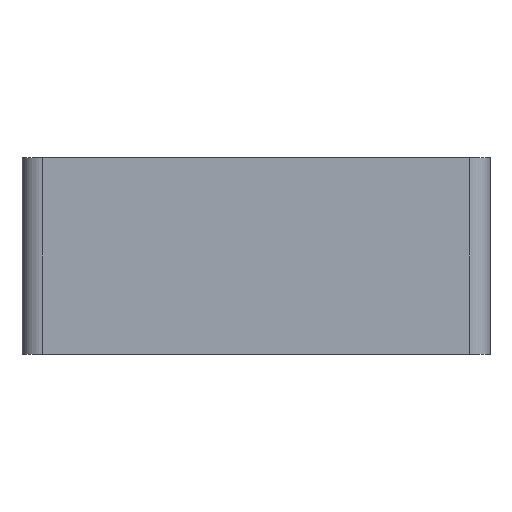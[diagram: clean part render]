
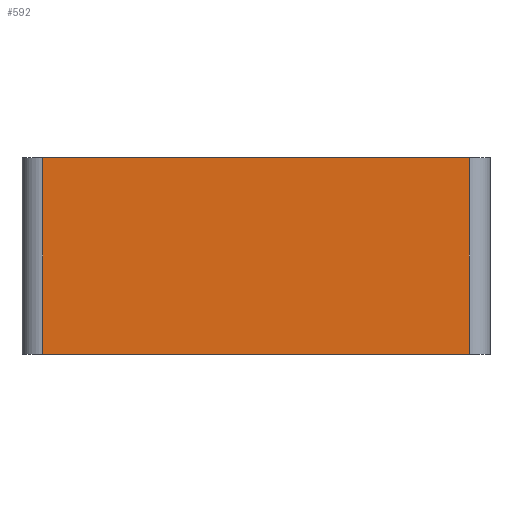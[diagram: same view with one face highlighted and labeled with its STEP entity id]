
A CAD part, left-side view. The second image highlights one B-rep face of the part: STEP entity #592.
In plain terms, the highlighted planar face has unit normal (-1, 0, 0).
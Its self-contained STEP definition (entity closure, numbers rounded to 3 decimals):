
#46 = EDGE_LOOP ( 'NONE', ( #536, #2497, #1465, #1477 ) ) ;
#103 = AXIS2_PLACEMENT_3D ( 'NONE', #1424, #1000, #619 ) ;
#138 = CARTESIAN_POINT ( 'NONE',  ( -24., 34., 28.5 ) ) ;
#231 = LINE ( 'NONE', #1810, #2048 ) ;
#237 = CARTESIAN_POINT ( 'NONE',  ( -24., 31., 28.5 ) ) ;
#398 = LINE ( 'NONE', #2441, #1290 ) ;
#467 = LINE ( 'NONE', #138, #1173 ) ;
#536 = ORIENTED_EDGE ( 'NONE', *, *, #985, .T. ) ;
#540 = EDGE_CURVE ( 'NONE', #1238, #1917, #231, .T. ) ;
#592 = ADVANCED_FACE ( 'NONE', ( #1371 ), #1609, .F. ) ;
#593 = EDGE_CURVE ( 'NONE', #1258, #1434, #1611, .T. ) ;
#599 = DIRECTION ( 'NONE',  ( 0., 0., 1. ) ) ;
#619 = DIRECTION ( 'NONE',  ( 0., 1., 0. ) ) ;
#985 = EDGE_CURVE ( 'NONE', #1434, #1238, #398, .T. ) ;
#1000 = DIRECTION ( 'NONE',  ( 1., 0., 0. ) ) ;
#1112 = EDGE_CURVE ( 'NONE', #1258, #1917, #467, .T. ) ;
#1173 = VECTOR ( 'NONE', #1517, 1000. ) ;
#1212 = CARTESIAN_POINT ( 'NONE',  ( -24., 31., 28.5 ) ) ;
#1217 = DIRECTION ( 'NONE',  ( 0., 0., -1. ) ) ;
#1238 = VERTEX_POINT ( 'NONE', #2231 ) ;
#1258 = VERTEX_POINT ( 'NONE', #1212 ) ;
#1290 = VECTOR ( 'NONE', #1876, 1000. ) ;
#1371 = FACE_OUTER_BOUND ( 'NONE', #46, .T. ) ;
#1424 = CARTESIAN_POINT ( 'NONE',  ( -24., 34., 28.5 ) ) ;
#1434 = VERTEX_POINT ( 'NONE', #1936 ) ;
#1465 = ORIENTED_EDGE ( 'NONE', *, *, #1112, .F. ) ;
#1477 = ORIENTED_EDGE ( 'NONE', *, *, #593, .T. ) ;
#1517 = DIRECTION ( 'NONE',  ( 0., -1., 0. ) ) ;
#1609 = PLANE ( 'NONE',  #103 ) ;
#1611 = LINE ( 'NONE', #237, #1730 ) ;
#1730 = VECTOR ( 'NONE', #1217, 1000. ) ;
#1810 = CARTESIAN_POINT ( 'NONE',  ( -24., -31., 28.5 ) ) ;
#1876 = DIRECTION ( 'NONE',  ( 0., -1., 0. ) ) ;
#1917 = VERTEX_POINT ( 'NONE', #2049 ) ;
#1936 = CARTESIAN_POINT ( 'NONE',  ( -24., 31., 0. ) ) ;
#2048 = VECTOR ( 'NONE', #599, 1000. ) ;
#2049 = CARTESIAN_POINT ( 'NONE',  ( -24., -31., 28.5 ) ) ;
#2231 = CARTESIAN_POINT ( 'NONE',  ( -24., -31., 0. ) ) ;
#2441 = CARTESIAN_POINT ( 'NONE',  ( -24., 34., 0. ) ) ;
#2497 = ORIENTED_EDGE ( 'NONE', *, *, #540, .T. ) ;
